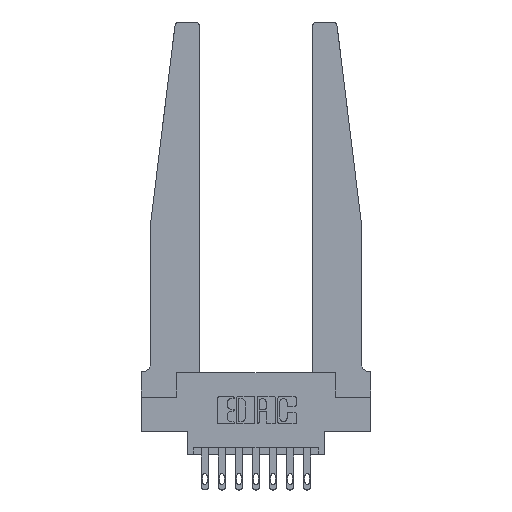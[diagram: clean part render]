
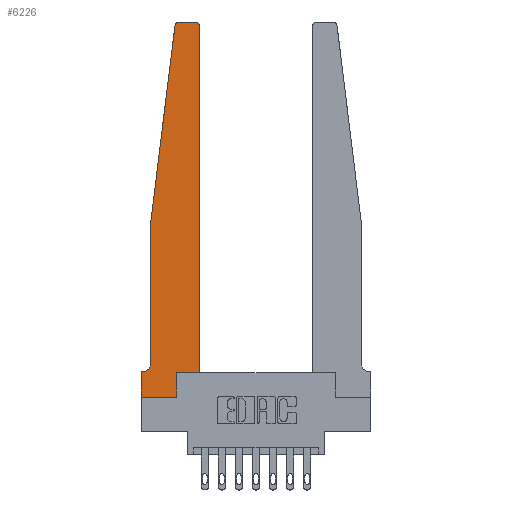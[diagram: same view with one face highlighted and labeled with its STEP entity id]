
A CAD part, top view. The second image highlights one B-rep face of the part: STEP entity #6226.
In plain terms, the highlighted planar face has unit normal (0, 0, 1).
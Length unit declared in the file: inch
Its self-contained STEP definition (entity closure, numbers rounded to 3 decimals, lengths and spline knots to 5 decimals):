
#2 = DIRECTION ( 'NONE',  ( 1., 0., 0. ) ) ;
#202 = VERTEX_POINT ( 'NONE', #3356 ) ;
#302 = VERTEX_POINT ( 'NONE', #3784 ) ;
#396 = DIRECTION ( 'NONE',  ( 1., 0., 0. ) ) ;
#405 = DIRECTION ( 'NONE',  ( 0., 0., 1. ) ) ;
#625 = VECTOR ( 'NONE', #3978, 39.37008 ) ;
#731 = EDGE_CURVE ( 'NONE', #7898, #4149, #10509, .T. ) ;
#900 = LINE ( 'NONE', #13035, #625 ) ;
#1189 = ORIENTED_EDGE ( 'NONE', *, *, #6465, .T. ) ;
#1428 = CARTESIAN_POINT ( 'NONE',  ( 0., 0.1875, 0.37 ) ) ;
#1487 = CARTESIAN_POINT ( 'NONE',  ( 0.015, 0.2375, 0.37 ) ) ;
#1613 = CIRCLE ( 'NONE', #7021, 0.03 ) ;
#1956 = ORIENTED_EDGE ( 'NONE', *, *, #5913, .T. ) ;
#2018 = ORIENTED_EDGE ( 'NONE', *, *, #9269, .T. ) ;
#2192 = ORIENTED_EDGE ( 'NONE', *, *, #5184, .T. ) ;
#2196 = VERTEX_POINT ( 'NONE', #12588 ) ;
#2317 = VERTEX_POINT ( 'NONE', #12160 ) ;
#2515 = CARTESIAN_POINT ( 'NONE',  ( 0.395, 2.75, 0.37 ) ) ;
#2573 = EDGE_CURVE ( 'NONE', #2196, #7898, #1613, .T. ) ;
#2586 = DIRECTION ( 'NONE',  ( 0., 0., 1. ) ) ;
#2730 = VECTOR ( 'NONE', #13684, 39.37008 ) ;
#3032 = ORIENTED_EDGE ( 'NONE', *, *, #4375, .T. ) ;
#3356 = CARTESIAN_POINT ( 'NONE',  ( 0.065, 0.2375, 0.37 ) ) ;
#3630 = PLANE ( 'NONE',  #11872 ) ;
#3784 = CARTESIAN_POINT ( 'NONE',  ( 0.24675, 2.72367, 0.37 ) ) ;
#3914 = CARTESIAN_POINT ( 'NONE',  ( 0.065, 0.1875, 0.37 ) ) ;
#3978 = DIRECTION ( 'NONE',  ( 0., 1., 0. ) ) ;
#4138 = ORIENTED_EDGE ( 'NONE', *, *, #731, .T. ) ;
#4149 = VERTEX_POINT ( 'NONE', #8970 ) ;
#4375 = EDGE_CURVE ( 'NONE', #302, #9948, #9116, .T. ) ;
#4544 = CARTESIAN_POINT ( 'NONE',  ( 0.065, 1.25, 0.37 ) ) ;
#4751 = AXIS2_PLACEMENT_3D ( 'NONE', #1487, #6167, #9277 ) ;
#5095 = VERTEX_POINT ( 'NONE', #5671 ) ;
#5184 = EDGE_CURVE ( 'NONE', #5095, #12173, #8183, .T. ) ;
#5507 = ORIENTED_EDGE ( 'NONE', *, *, #9051, .T. ) ;
#5671 = CARTESIAN_POINT ( 'NONE',  ( 0.2605, 0.18, 0.37 ) ) ;
#5701 = LINE ( 'NONE', #9161, #11987 ) ;
#5861 = DIRECTION ( 'NONE',  ( -1., 0., 0. ) ) ;
#5913 = EDGE_CURVE ( 'NONE', #7891, #7449, #7554, .T. ) ;
#5925 = DIRECTION ( 'NONE',  ( 0., -1., 0. ) ) ;
#6100 = CARTESIAN_POINT ( 'NONE',  ( 0., 0., 0.37 ) ) ;
#6167 = DIRECTION ( 'NONE',  ( 0., 0., -1. ) ) ;
#6226 = ADVANCED_FACE ( 'NONE', ( #7227 ), #3630, .T. ) ;
#6251 = EDGE_CURVE ( 'NONE', #8894, #2317, #7156, .T. ) ;
#6392 = EDGE_CURVE ( 'NONE', #12173, #2196, #7511, .T. ) ;
#6465 = EDGE_CURVE ( 'NONE', #7449, #5095, #900, .T. ) ;
#6520 = DIRECTION ( 'NONE',  ( 1., 0., 0. ) ) ;
#6853 = DIRECTION ( 'NONE',  ( 1., 0., 0. ) ) ;
#7006 = CARTESIAN_POINT ( 'NONE',  ( 0.425, 0.18, 0.37 ) ) ;
#7021 = AXIS2_PLACEMENT_3D ( 'NONE', #10301, #10073, #2 ) ;
#7115 = CARTESIAN_POINT ( 'NONE',  ( 0.25, 2.75, 0.37 ) ) ;
#7156 = LINE ( 'NONE', #3914, #11427 ) ;
#7227 = FACE_OUTER_BOUND ( 'NONE', #10403, .T. ) ;
#7275 = ORIENTED_EDGE ( 'NONE', *, *, #12391, .T. ) ;
#7327 = CARTESIAN_POINT ( 'NONE',  ( 0.425, 0.18, 0.37 ) ) ;
#7366 = DIRECTION ( 'NONE',  ( 0., 1., 0. ) ) ;
#7449 = VERTEX_POINT ( 'NONE', #8341 ) ;
#7511 = LINE ( 'NONE', #11784, #8834 ) ;
#7554 = LINE ( 'NONE', #12041, #13765 ) ;
#7598 = VECTOR ( 'NONE', #11127, 39.37008 ) ;
#7891 = VERTEX_POINT ( 'NONE', #6100 ) ;
#7898 = VERTEX_POINT ( 'NONE', #2515 ) ;
#7961 = LINE ( 'NONE', #11275, #7598 ) ;
#8183 = LINE ( 'NONE', #7006, #9983 ) ;
#8341 = CARTESIAN_POINT ( 'NONE',  ( 0.2605, 0., 0.37 ) ) ;
#8834 = VECTOR ( 'NONE', #7366, 39.37008 ) ;
#8844 = CARTESIAN_POINT ( 'NONE',  ( 0.015, 0.1875, 0.37 ) ) ;
#8894 = VERTEX_POINT ( 'NONE', #8844 ) ;
#8970 = CARTESIAN_POINT ( 'NONE',  ( 0.27653, 2.75, 0.37 ) ) ;
#9051 = EDGE_CURVE ( 'NONE', #2317, #7891, #7961, .T. ) ;
#9116 = LINE ( 'NONE', #13756, #2730 ) ;
#9161 = CARTESIAN_POINT ( 'NONE',  ( 0.065, 1.25, 0.37 ) ) ;
#9269 = EDGE_CURVE ( 'NONE', #4149, #302, #10904, .T. ) ;
#9277 = DIRECTION ( 'NONE',  ( -1., 0., 0. ) ) ;
#9476 = ORIENTED_EDGE ( 'NONE', *, *, #2573, .T. ) ;
#9948 = VERTEX_POINT ( 'NONE', #4544 ) ;
#9983 = VECTOR ( 'NONE', #6853, 39.37008 ) ;
#10073 = DIRECTION ( 'NONE',  ( 0., 0., 1. ) ) ;
#10301 = CARTESIAN_POINT ( 'NONE',  ( 0.395, 2.72, 0.37 ) ) ;
#10403 = EDGE_LOOP ( 'NONE', ( #4138, #2018, #3032, #7275, #13362, #11990, #5507, #1956, #1189, #2192, #10908, #9476 ) ) ;
#10413 = DIRECTION ( 'NONE',  ( -1., 0., 0. ) ) ;
#10509 = LINE ( 'NONE', #7115, #11271 ) ;
#10539 = CARTESIAN_POINT ( 'NONE',  ( 0.27653, 2.72, 0.37 ) ) ;
#10904 = CIRCLE ( 'NONE', #13025, 0.03 ) ;
#10908 = ORIENTED_EDGE ( 'NONE', *, *, #6392, .T. ) ;
#11127 = DIRECTION ( 'NONE',  ( 0., -1., 0. ) ) ;
#11271 = VECTOR ( 'NONE', #5861, 39.37008 ) ;
#11275 = CARTESIAN_POINT ( 'NONE',  ( 0., 0., 0.37 ) ) ;
#11427 = VECTOR ( 'NONE', #10413, 39.37008 ) ;
#11509 = DIRECTION ( 'NONE',  ( 1., 0., 0. ) ) ;
#11784 = CARTESIAN_POINT ( 'NONE',  ( 0.425, 0.18, 0.37 ) ) ;
#11872 = AXIS2_PLACEMENT_3D ( 'NONE', #1428, #405, #11509 ) ;
#11987 = VECTOR ( 'NONE', #5925, 39.37008 ) ;
#11990 = ORIENTED_EDGE ( 'NONE', *, *, #6251, .T. ) ;
#12041 = CARTESIAN_POINT ( 'NONE',  ( 0., 0., 0.37 ) ) ;
#12160 = CARTESIAN_POINT ( 'NONE',  ( 0., 0.1875, 0.37 ) ) ;
#12173 = VERTEX_POINT ( 'NONE', #7327 ) ;
#12391 = EDGE_CURVE ( 'NONE', #9948, #202, #5701, .T. ) ;
#12505 = CIRCLE ( 'NONE', #4751, 0.05 ) ;
#12588 = CARTESIAN_POINT ( 'NONE',  ( 0.425, 2.72, 0.37 ) ) ;
#13025 = AXIS2_PLACEMENT_3D ( 'NONE', #10539, #2586, #396 ) ;
#13035 = CARTESIAN_POINT ( 'NONE',  ( 0.2605, 0.18, 0.37 ) ) ;
#13362 = ORIENTED_EDGE ( 'NONE', *, *, #13433, .T. ) ;
#13433 = EDGE_CURVE ( 'NONE', #202, #8894, #12505, .T. ) ;
#13684 = DIRECTION ( 'NONE',  ( -0.122, -0.992, 0. ) ) ;
#13756 = CARTESIAN_POINT ( 'NONE',  ( 0.065, 1.25, 0.37 ) ) ;
#13765 = VECTOR ( 'NONE', #6520, 39.37008 ) ;
